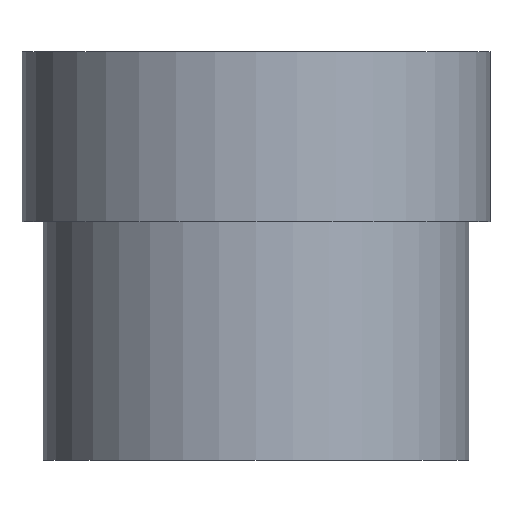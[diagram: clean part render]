
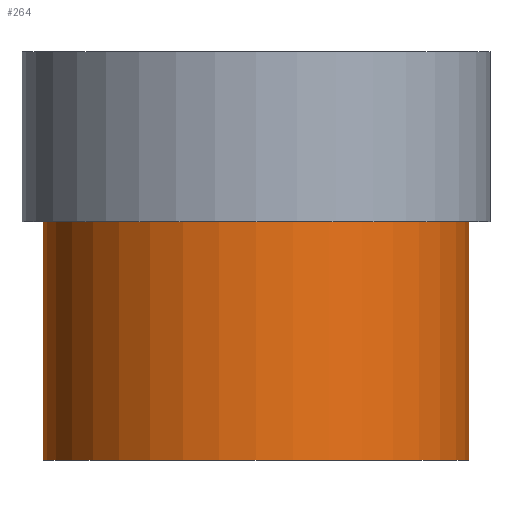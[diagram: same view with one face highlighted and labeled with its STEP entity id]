
A CAD part, front view. The second image highlights one B-rep face of the part: STEP entity #264.
In plain terms, the highlighted cylindrical face has radius 25 mm (diameter 50 mm), a partial arc.
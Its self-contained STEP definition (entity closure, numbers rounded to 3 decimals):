
#2 = CARTESIAN_POINT ( 'NONE',  ( 0., 0., -28. ) ) ;
#6 = FACE_OUTER_BOUND ( 'NONE', #63, .T. ) ;
#18 = VERTEX_POINT ( 'NONE', #120 ) ;
#41 = ORIENTED_EDGE ( 'NONE', *, *, #300, .F. ) ;
#49 = CARTESIAN_POINT ( 'NONE',  ( 25., 0., -28. ) ) ;
#60 = CIRCLE ( 'NONE', #328, 25. ) ;
#63 = EDGE_LOOP ( 'NONE', ( #41, #268, #112, #171 ) ) ;
#70 = DIRECTION ( 'NONE',  ( -1., 0., 0. ) ) ;
#77 = DIRECTION ( 'NONE',  ( 0., 0., 1. ) ) ;
#94 = VECTOR ( 'NONE', #77, 1000. ) ;
#95 = CARTESIAN_POINT ( 'NONE',  ( 25., 0., -28. ) ) ;
#98 = AXIS2_PLACEMENT_3D ( 'NONE', #2, #238, #100 ) ;
#99 = CARTESIAN_POINT ( 'NONE',  ( 0., 0., 0. ) ) ;
#100 = DIRECTION ( 'NONE',  ( 1., 0., 0. ) ) ;
#101 = CYLINDRICAL_SURFACE ( 'NONE', #98, 25. ) ;
#112 = ORIENTED_EDGE ( 'NONE', *, *, #174, .T. ) ;
#115 = VERTEX_POINT ( 'NONE', #49 ) ;
#119 = EDGE_CURVE ( 'NONE', #139, #18, #311, .T. ) ;
#120 = CARTESIAN_POINT ( 'NONE',  ( -25., 0., 0. ) ) ;
#139 = VERTEX_POINT ( 'NONE', #306 ) ;
#144 = VERTEX_POINT ( 'NONE', #224 ) ;
#150 = DIRECTION ( 'NONE',  ( 1., 0., 0. ) ) ;
#171 = ORIENTED_EDGE ( 'NONE', *, *, #119, .T. ) ;
#174 = EDGE_CURVE ( 'NONE', #115, #139, #181, .T. ) ;
#179 = LINE ( 'NONE', #209, #223 ) ;
#181 = LINE ( 'NONE', #95, #94 ) ;
#184 = CARTESIAN_POINT ( 'NONE',  ( 0., 0., -28. ) ) ;
#209 = CARTESIAN_POINT ( 'NONE',  ( -25., 0., -28. ) ) ;
#210 = DIRECTION ( 'NONE',  ( 0., 0., -1. ) ) ;
#223 = VECTOR ( 'NONE', #253, 1000. ) ;
#224 = CARTESIAN_POINT ( 'NONE',  ( -25., 0., -28. ) ) ;
#228 = AXIS2_PLACEMENT_3D ( 'NONE', #99, #210, #150 ) ;
#238 = DIRECTION ( 'NONE',  ( 0., 0., 1. ) ) ;
#251 = EDGE_CURVE ( 'NONE', #115, #144, #60, .T. ) ;
#253 = DIRECTION ( 'NONE',  ( 0., 0., 1. ) ) ;
#264 = ADVANCED_FACE ( 'NONE', ( #6 ), #101, .T. ) ;
#268 = ORIENTED_EDGE ( 'NONE', *, *, #251, .F. ) ;
#280 = DIRECTION ( 'NONE',  ( 0., 0., -1. ) ) ;
#300 = EDGE_CURVE ( 'NONE', #144, #18, #179, .T. ) ;
#306 = CARTESIAN_POINT ( 'NONE',  ( 25., 0., 0. ) ) ;
#311 = CIRCLE ( 'NONE', #228, 25. ) ;
#328 = AXIS2_PLACEMENT_3D ( 'NONE', #184, #280, #70 ) ;
